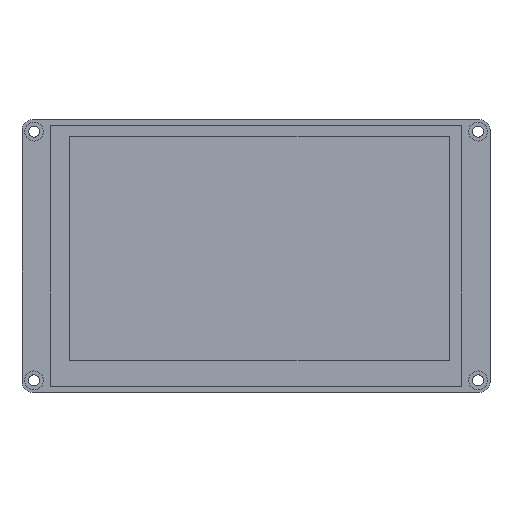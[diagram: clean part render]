
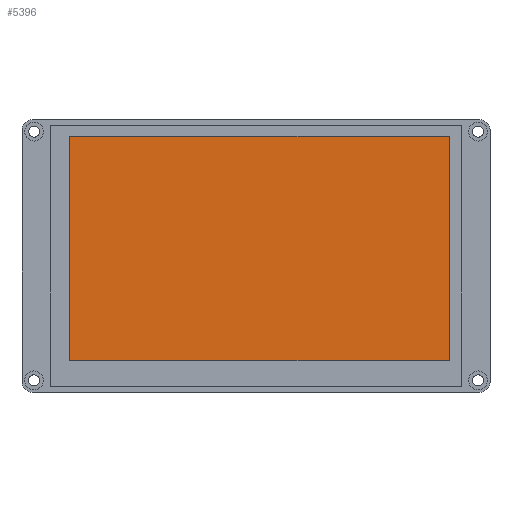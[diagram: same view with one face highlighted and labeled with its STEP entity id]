
A CAD part, top view. The second image highlights one B-rep face of the part: STEP entity #5396.
In plain terms, the highlighted planar face has unit normal (0, 0, 1).
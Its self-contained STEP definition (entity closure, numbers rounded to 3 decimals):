
#341 = DIRECTION ( 'NONE',  ( 1., 0., 0. ) ) ;
#419 = CARTESIAN_POINT ( 'NONE',  ( -54.7, 35.148, 5.1 ) ) ;
#557 = CARTESIAN_POINT ( 'NONE',  ( -54.7, 35.148, 5.1 ) ) ;
#721 = DIRECTION ( 'NONE',  ( 0., 0., -1. ) ) ;
#1415 = AXIS2_PLACEMENT_3D ( 'NONE', #1675, #721, #4562 ) ;
#1675 = CARTESIAN_POINT ( 'NONE',  ( 0., 0., 5.1 ) ) ;
#1773 = EDGE_LOOP ( 'NONE', ( #8651, #12457, #6253, #7603 ) ) ;
#1936 = DIRECTION ( 'NONE',  ( 0., 1., 0. ) ) ;
#2359 = LINE ( 'NONE', #6211, #12081 ) ;
#3148 = CARTESIAN_POINT ( 'NONE',  ( -54.7, -30.652, 5.1 ) ) ;
#3324 = LINE ( 'NONE', #11186, #4891 ) ;
#3395 = LINE ( 'NONE', #557, #11900 ) ;
#3643 = VERTEX_POINT ( 'NONE', #3148 ) ;
#4562 = DIRECTION ( 'NONE',  ( -1., 0., 0. ) ) ;
#4891 = VECTOR ( 'NONE', #341, 1000. ) ;
#5093 = EDGE_CURVE ( 'NONE', #11405, #8797, #2359, .T. ) ;
#5396 = ADVANCED_FACE ( 'NONE', ( #6446 ), #10358, .F. ) ;
#6211 = CARTESIAN_POINT ( 'NONE',  ( 56.695, 35.148, 5.1 ) ) ;
#6253 = ORIENTED_EDGE ( 'NONE', *, *, #8568, .T. ) ;
#6303 = DIRECTION ( 'NONE',  ( 0., -1., 0. ) ) ;
#6446 = FACE_OUTER_BOUND ( 'NONE', #1773, .T. ) ;
#6535 = LINE ( 'NONE', #10577, #11332 ) ;
#7603 = ORIENTED_EDGE ( 'NONE', *, *, #5093, .T. ) ;
#7614 = EDGE_CURVE ( 'NONE', #8797, #3643, #3395, .T. ) ;
#8568 = EDGE_CURVE ( 'NONE', #10500, #11405, #6535, .T. ) ;
#8651 = ORIENTED_EDGE ( 'NONE', *, *, #7614, .T. ) ;
#8797 = VERTEX_POINT ( 'NONE', #419 ) ;
#9117 = CARTESIAN_POINT ( 'NONE',  ( 56.695, -30.652, 5.1 ) ) ;
#9894 = CARTESIAN_POINT ( 'NONE',  ( 56.695, 35.148, 5.1 ) ) ;
#10096 = DIRECTION ( 'NONE',  ( -1., 0., 0. ) ) ;
#10358 = PLANE ( 'NONE',  #1415 ) ;
#10500 = VERTEX_POINT ( 'NONE', #9117 ) ;
#10577 = CARTESIAN_POINT ( 'NONE',  ( 56.695, 35.148, 5.1 ) ) ;
#11092 = EDGE_CURVE ( 'NONE', #3643, #10500, #3324, .T. ) ;
#11186 = CARTESIAN_POINT ( 'NONE',  ( 56.695, -30.652, 5.1 ) ) ;
#11332 = VECTOR ( 'NONE', #1936, 1000. ) ;
#11405 = VERTEX_POINT ( 'NONE', #9894 ) ;
#11900 = VECTOR ( 'NONE', #6303, 1000. ) ;
#12081 = VECTOR ( 'NONE', #10096, 1000. ) ;
#12457 = ORIENTED_EDGE ( 'NONE', *, *, #11092, .T. ) ;
